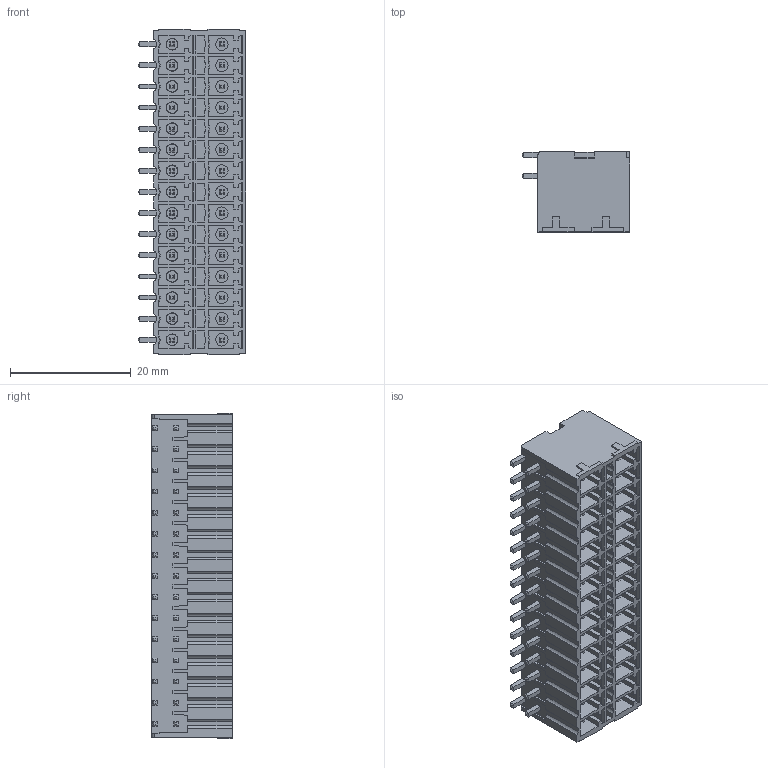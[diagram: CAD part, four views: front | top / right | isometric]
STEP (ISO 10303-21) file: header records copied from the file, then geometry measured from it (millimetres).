
FILE_DESCRIPTION((''),'2;1');
FILE_NAME('TLPHDC-007R-1','2024-09-14T10:25:27',('sheji109'),(''),'CREO PARAMETRIC BY PTC INC, 2018100','CREO PARAMETRIC BY PTC INC, 2018100','');
FILE_SCHEMA(('AUTOMOTIVE_DESIGN { 1 0 10303 214 1 1 1 1 }'));
Length unit declared in the file: millimetre
Products named in the file (1): TLPHDC-007R-1
Bounding box: 17.8 x 13.3 x 53.9 mm (x, y, z)
Volume: 7303.1 mm3; surface area: 9412.4 mm2
Topology: 1 solids, 1 shells, 1647 faces, 4290 edges, 2780 vertices
Faces by surface type: plane 1465, cylinder 122, cone 60
Entity records: 49672 total; most frequent: CARTESIAN_POINT 9023, ORIENTED_EDGE 8580, DIRECTION 7854, EDGE_CURVE 4290, VECTOR 3896, LINE 3896, VERTEX_POINT 2780, AXIS2_PLACEMENT_3D 1979
